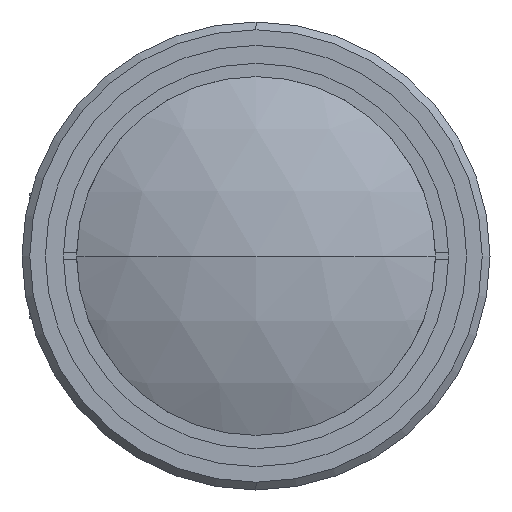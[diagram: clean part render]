
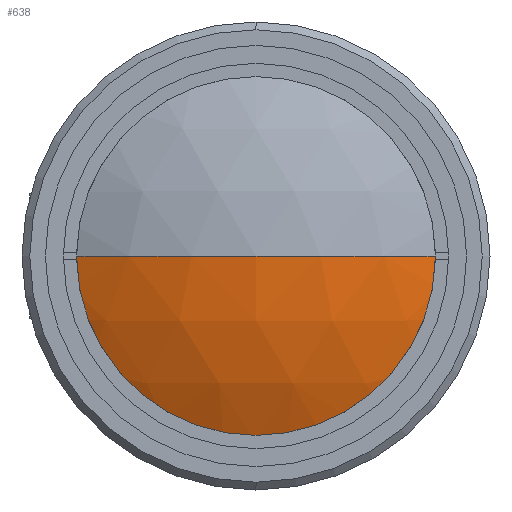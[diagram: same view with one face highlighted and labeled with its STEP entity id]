
A CAD part, left-side view. The second image highlights one B-rep face of the part: STEP entity #638.
In plain terms, the highlighted spherical face has radius 52.8 mm.
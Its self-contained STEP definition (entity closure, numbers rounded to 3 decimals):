
#145 = AXIS2_PLACEMENT_3D ( 'NONE', #2982, #1734, #880 ) ;
#297 = EDGE_LOOP ( 'NONE', ( #2800, #1620, #3827 ) ) ;
#312 = CARTESIAN_POINT ( 'NONE',  ( 53.908, 0., 0. ) ) ;
#355 = EDGE_CURVE ( 'NONE', #1187, #2963, #897, .T. ) ;
#613 = DIRECTION ( 'NONE',  ( -1., 0., 0. ) ) ;
#638 = ADVANCED_FACE ( 'NONE', ( #1802 ), #3185, .T. ) ;
#676 = DIRECTION ( 'NONE',  ( 0., 0., -1. ) ) ;
#765 = VERTEX_POINT ( 'NONE', #2458 ) ;
#880 = DIRECTION ( 'NONE',  ( 1., 0., 0. ) ) ;
#885 = CARTESIAN_POINT ( 'NONE',  ( 6.878, 24., 0. ) ) ;
#897 = CIRCLE ( 'NONE', #2867, 24. ) ;
#1091 = EDGE_CURVE ( 'NONE', #1187, #765, #1105, .T. ) ;
#1105 = CIRCLE ( 'NONE', #145, 52.8 ) ;
#1186 = CARTESIAN_POINT ( 'NONE',  ( 53.908, 0., 0. ) ) ;
#1187 = VERTEX_POINT ( 'NONE', #885 ) ;
#1237 = DIRECTION ( 'NONE',  ( 0., 1., 0. ) ) ;
#1520 = CARTESIAN_POINT ( 'NONE',  ( 6.878, -24., 0. ) ) ;
#1620 = ORIENTED_EDGE ( 'NONE', *, *, #2084, .T. ) ;
#1734 = DIRECTION ( 'NONE',  ( 0., 0., 1. ) ) ;
#1802 = FACE_OUTER_BOUND ( 'NONE', #297, .T. ) ;
#2070 = DIRECTION ( 'NONE',  ( 0., 1., 0. ) ) ;
#2084 = EDGE_CURVE ( 'NONE', #2963, #765, #3105, .T. ) ;
#2458 = CARTESIAN_POINT ( 'NONE',  ( 1.108, 0., 0. ) ) ;
#2577 = DIRECTION ( 'NONE',  ( 0., 0., 1. ) ) ;
#2721 = AXIS2_PLACEMENT_3D ( 'NONE', #312, #676, #2070 ) ;
#2757 = DIRECTION ( 'NONE',  ( 0., 0., -1. ) ) ;
#2800 = ORIENTED_EDGE ( 'NONE', *, *, #355, .T. ) ;
#2867 = AXIS2_PLACEMENT_3D ( 'NONE', #3681, #613, #2577 ) ;
#2936 = AXIS2_PLACEMENT_3D ( 'NONE', #1186, #2757, #1237 ) ;
#2963 = VERTEX_POINT ( 'NONE', #1520 ) ;
#2982 = CARTESIAN_POINT ( 'NONE',  ( 53.908, 0., 0. ) ) ;
#3105 = CIRCLE ( 'NONE', #2936, 52.8 ) ;
#3185 = SPHERICAL_SURFACE ( 'NONE', #2721, 52.8 ) ;
#3681 = CARTESIAN_POINT ( 'NONE',  ( 6.878, 0., 0. ) ) ;
#3827 = ORIENTED_EDGE ( 'NONE', *, *, #1091, .F. ) ;
